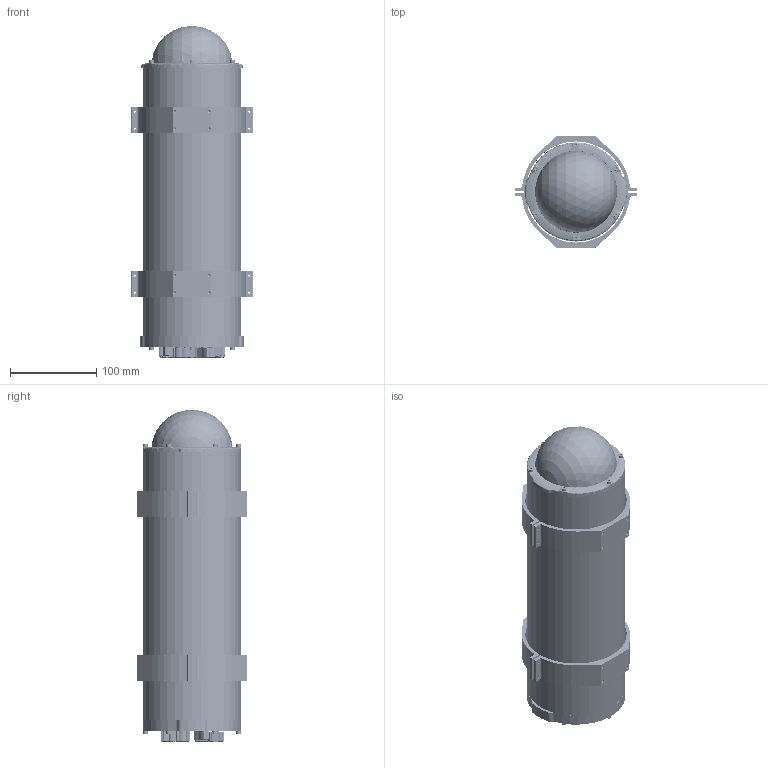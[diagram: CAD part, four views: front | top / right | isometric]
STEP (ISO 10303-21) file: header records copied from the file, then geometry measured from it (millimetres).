
FILE_DESCRIPTION(/* description */ (''),/* implementation_level */ '2;1');
FILE_NAME(/* name */ 'WTE4-ASM-R2.step',/* time_stamp */ '2021-07-08T08:32:42+02:00',/* author */ (''),/* organization */ (''),/* preprocessor_version */ 'ST-DEVELOPER v18.1',/* originating_system */ 'Autodesk Translation Framework v10.9.0.1377',/* authorisation */ '');
FILE_SCHEMA (('AUTOMOTIVE_DESIGN { 1 0 10303 214 3 1 1 }'));
Length unit declared in the file: millimetre
Products named in the file (6): WTE4-ASM-R2; WTE4-P-DOME-R4 v1; WTE4-P-DOME-RETAINING-RING-R1 v1; WTE4-M-CLAMP-R1; PENETRATOR-M-BLANK-10-25-R3; PENETRATOR-M-NUT-10-8-R2
Assembly tree (26 placements, depth 2):
  WTE4-ASM-R2
    WTE4-P-DOME-R4 v1
    WTE4-P-DOME-RETAINING-RING-R1 v1
    WTE4-M-CLAMP-R1  x4
    PENETRATOR-M-BLANK-10-25-R3  x10
    PENETRATOR-M-NUT-10-8-R2  x10
Bounding box: 141.13 x 128.52 x 384.63 mm (x, y, z)
Volume: 1143435.2 mm3; surface area: 440677 mm2
Topology: 44 solids, 44 shells, 3578 faces, 9982 edges, 6541 vertices
Faces by surface type: plane 1864, cylinder 1252, cone 200, bspline 180, torus 68, sphere 14
Full cylindrical faces by diameter (mm): 2.5 x8, 2.6 x20, 3 x12, 3.2 x12, 3.3 x24, 4 x20, 5.5 x12, 8.051 x130, 8.06 x40, 10 x120, 10.2 x10, 10.82 x10, 15.12 x10, 88.838 x2, 94.92 x2, 100.838 x6, 101.117 x2, 101.6 x1, 114.3 x3
Entity records: 38292 total; most frequent: CARTESIAN_POINT 15071, ORIENTED_EDGE 4894, DIRECTION 4709, EDGE_CURVE 2447, AXIS2_PLACEMENT_3D 1888, VERTEX_POINT 1570, EDGE_LOOP 1103, FACE_OUTER_BOUND 968
